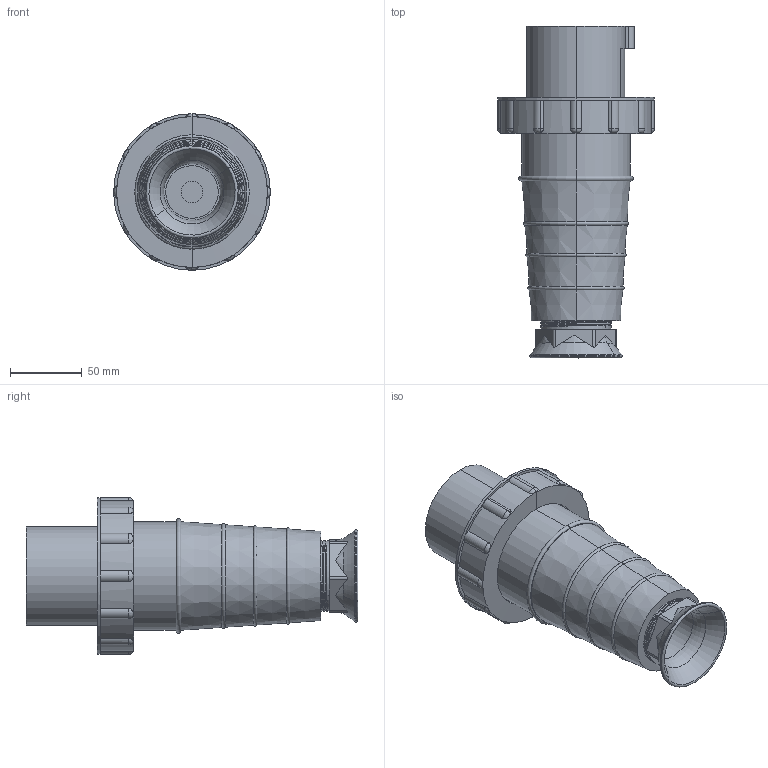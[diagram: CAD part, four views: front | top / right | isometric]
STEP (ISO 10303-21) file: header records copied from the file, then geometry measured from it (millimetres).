
FILE_DESCRIPTION (( 'STEP AP214' ), '1' );
FILE_NAME ('ps-033-63-220.ÃÌ Âèëêà ïåðåíîñíàÿ 033 2Ð+ÐÅ 63À 220Â IP67 EKF.STEP', '2025-11-14T13:55:25', ( '' ), ( '' ), 'SwSTEP 2.0', 'SolidWorks 2021', '' );
FILE_SCHEMA (( 'AUTOMOTIVE_DESIGN' ));
Length unit declared in the file: millimetre
Products named in the file (1): ps-033-63-220.ÃÌ Âèëêà ïåðåíîñíàÿ 033 2Ð+ÐÅ 63À 220Â IP67 EKF
Bounding box: 109 x 230.97 x 109 mm (x, y, z)
Volume: 654626.7 mm3; surface area: 132826.3 mm2
Topology: 6 solids, 6 shells, 236 faces, 575 edges, 362 vertices
Faces by surface type: cylinder 99, plane 71, torus 51, cone 12, bspline 3
Entity records: 12022 total; most frequent: CARTESIAN_POINT 3748, DIRECTION 1240, ORIENTED_EDGE 1150, EDGE_CURVE 575, AXIS2_PLACEMENT_3D 517, VERTEX_POINT 362, CIRCLE 283, EDGE_LOOP 257
